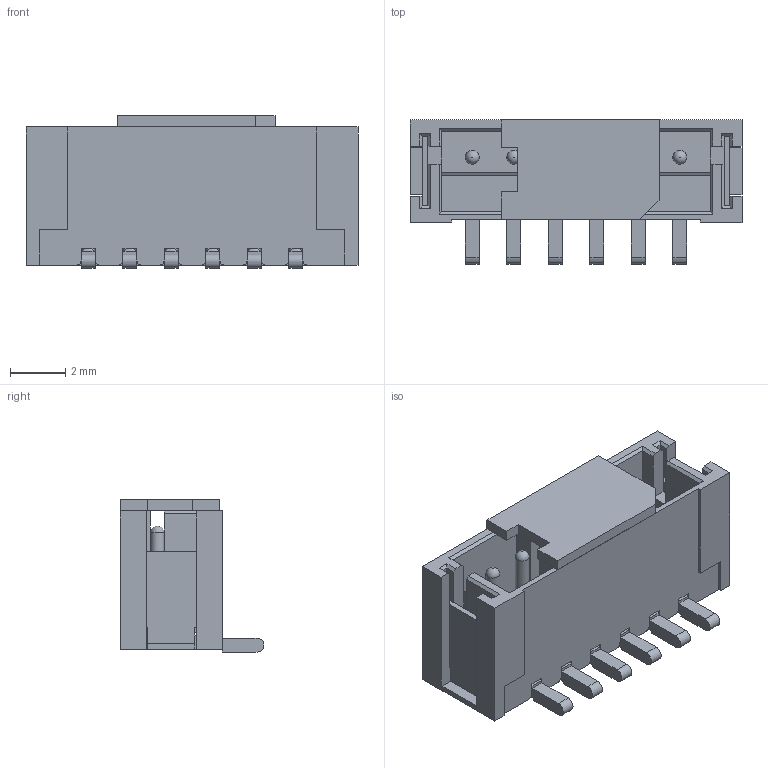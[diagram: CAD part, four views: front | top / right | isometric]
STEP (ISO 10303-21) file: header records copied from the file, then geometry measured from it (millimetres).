
FILE_DESCRIPTION(/* description */ ('Unknown'),/* implementation_level */ '2;1');
FILE_NAME(/* name */ '679306124022',/* time_stamp */ '2018-10-30T17:16:47+01:00',/* author */ ('Unknown'),/* organization */ ('Unknown'),/* preprocessor_version */ 'ST-DEVELOPER v16.7',/* originating_system */ 'DEX',/* authorisation */ $);
FILE_SCHEMA (('AUTOMOTIVE_DESIGN {1 0 10303 214 3 1 1}'));
Length unit declared in the file: millimetre
Products named in the file (5): 6793xx124022; 679306124022; 6793xx124022_PIN; 6793xx124022_CAP; 6793xx124022_PATTE
Assembly tree (10 placements, depth 2):
  6793xx124022
    679306124022
    6793xx124022_PIN  x6
    6793xx124022_CAP
    6793xx124022_PATTE  x2
Bounding box: 12 x 5.2 x 5.5 mm (x, y, z)
Volume: 121.3 mm3; surface area: 606.7 mm2
Topology: 10 solids, 10 shells, 320 faces, 860 edges, 536 vertices
Faces by surface type: plane 240, cylinder 38, bspline 24, torus 18
Full cylindrical faces by diameter (mm): 0.5 x12
Entity records: 5948 total; most frequent: CARTESIAN_POINT 1091, ORIENTED_EDGE 992, DIRECTION 930, EDGE_CURVE 496, LINE 436, VECTOR 436, VERTEX_POINT 328, AXIS2_PLACEMENT_3D 247
